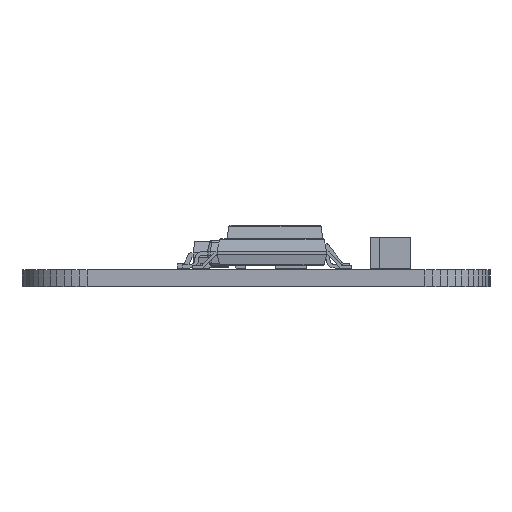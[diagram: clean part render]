
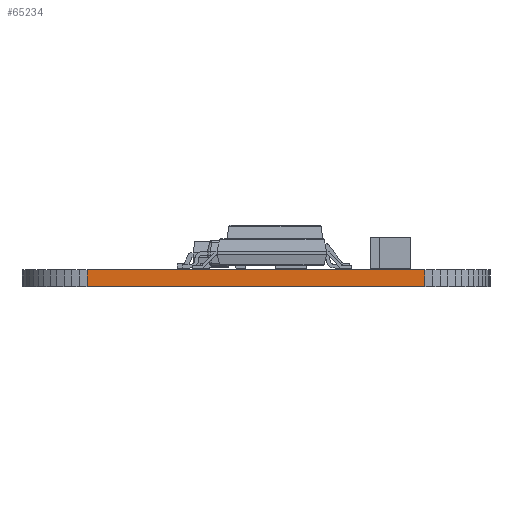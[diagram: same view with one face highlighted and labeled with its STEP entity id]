
A CAD part, front view. The second image highlights one B-rep face of the part: STEP entity #65234.
In plain terms, the highlighted planar face has unit normal (0, -1, 0).
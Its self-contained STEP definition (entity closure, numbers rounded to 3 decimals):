
#58913 = PLANE('',#58914);
#58914 = AXIS2_PLACEMENT_3D('',#58915,#58916,#58917);
#58915 = CARTESIAN_POINT('',(7.62,-19.05,0.68));
#58916 = DIRECTION('',(-0.,-0.,-1.));
#58917 = DIRECTION('',(-1.,0.,0.));
#58967 = PLANE('',#58968);
#58968 = AXIS2_PLACEMENT_3D('',#58969,#58970,#58971);
#58969 = CARTESIAN_POINT('',(7.62,-19.05,0.));
#58970 = DIRECTION('',(-0.,-0.,-1.));
#58971 = DIRECTION('',(-1.,0.,0.));
#59776 = VERTEX_POINT('',#59777);
#59777 = CARTESIAN_POINT('',(14.404,-40.714,0.));
#59791 = PLANE('',#59792);
#59792 = AXIS2_PLACEMENT_3D('',#59793,#59794,#59795);
#59793 = CARTESIAN_POINT('',(14.719,-40.695,0.));
#59794 = DIRECTION('',(0.06,-0.998,0.));
#59795 = DIRECTION('',(-0.998,-0.06,0.));
#59803 = EDGE_CURVE('',#59776,#59804,#59806,.T.);
#59804 = VERTEX_POINT('',#59805);
#59805 = CARTESIAN_POINT('',(0.836,-40.714,0.));
#59806 = SURFACE_CURVE('',#59807,(#59811,#59818),.PCURVE_S1.);
#59807 = LINE('',#59808,#59809);
#59808 = CARTESIAN_POINT('',(14.404,-40.714,0.));
#59809 = VECTOR('',#59810,1.);
#59810 = DIRECTION('',(-1.,0.,0.));
#59811 = PCURVE('',#58967,#59812);
#59812 = DEFINITIONAL_REPRESENTATION('',(#59813),#59817);
#59813 = LINE('',#59814,#59815);
#59814 = CARTESIAN_POINT('',(-6.784,-21.664));
#59815 = VECTOR('',#59816,1.);
#59816 = DIRECTION('',(1.,0.));
#59817 = ( GEOMETRIC_REPRESENTATION_CONTEXT(2) 
PARAMETRIC_REPRESENTATION_CONTEXT() REPRESENTATION_CONTEXT('2D SPACE',''
  ) );
#59818 = PCURVE('',#59819,#59824);
#59819 = PLANE('',#59820);
#59820 = AXIS2_PLACEMENT_3D('',#59821,#59822,#59823);
#59821 = CARTESIAN_POINT('',(14.404,-40.714,0.));
#59822 = DIRECTION('',(0.,-1.,0.));
#59823 = DIRECTION('',(-1.,0.,0.));
#59824 = DEFINITIONAL_REPRESENTATION('',(#59825),#59829);
#59825 = LINE('',#59826,#59827);
#59826 = CARTESIAN_POINT('',(0.,0.));
#59827 = VECTOR('',#59828,1.);
#59828 = DIRECTION('',(1.,0.));
#59829 = ( GEOMETRIC_REPRESENTATION_CONTEXT(2) 
PARAMETRIC_REPRESENTATION_CONTEXT() REPRESENTATION_CONTEXT('2D SPACE',''
  ) );
#59847 = PLANE('',#59848);
#59848 = AXIS2_PLACEMENT_3D('',#59849,#59850,#59851);
#59849 = CARTESIAN_POINT('',(0.836,-40.714,0.));
#59850 = DIRECTION('',(-0.06,-0.998,0.));
#59851 = DIRECTION('',(-0.998,0.06,0.));
#62264 = VERTEX_POINT('',#62265);
#62265 = CARTESIAN_POINT('',(14.404,-40.714,0.68));
#62286 = EDGE_CURVE('',#62264,#62287,#62289,.T.);
#62287 = VERTEX_POINT('',#62288);
#62288 = CARTESIAN_POINT('',(0.836,-40.714,0.68));
#62289 = SURFACE_CURVE('',#62290,(#62294,#62301),.PCURVE_S1.);
#62290 = LINE('',#62291,#62292);
#62291 = CARTESIAN_POINT('',(14.404,-40.714,0.68));
#62292 = VECTOR('',#62293,1.);
#62293 = DIRECTION('',(-1.,0.,0.));
#62294 = PCURVE('',#58913,#62295);
#62295 = DEFINITIONAL_REPRESENTATION('',(#62296),#62300);
#62296 = LINE('',#62297,#62298);
#62297 = CARTESIAN_POINT('',(-6.784,-21.664));
#62298 = VECTOR('',#62299,1.);
#62299 = DIRECTION('',(1.,0.));
#62300 = ( GEOMETRIC_REPRESENTATION_CONTEXT(2) 
PARAMETRIC_REPRESENTATION_CONTEXT() REPRESENTATION_CONTEXT('2D SPACE',''
  ) );
#62301 = PCURVE('',#59819,#62302);
#62302 = DEFINITIONAL_REPRESENTATION('',(#62303),#62307);
#62303 = LINE('',#62304,#62305);
#62304 = CARTESIAN_POINT('',(0.,-0.68));
#62305 = VECTOR('',#62306,1.);
#62306 = DIRECTION('',(1.,0.));
#62307 = ( GEOMETRIC_REPRESENTATION_CONTEXT(2) 
PARAMETRIC_REPRESENTATION_CONTEXT() REPRESENTATION_CONTEXT('2D SPACE',''
  ) );
#65186 = EDGE_CURVE('',#59776,#62264,#65187,.T.);
#65187 = SURFACE_CURVE('',#65188,(#65192,#65199),.PCURVE_S1.);
#65188 = LINE('',#65189,#65190);
#65189 = CARTESIAN_POINT('',(14.404,-40.714,0.));
#65190 = VECTOR('',#65191,1.);
#65191 = DIRECTION('',(0.,0.,1.));
#65192 = PCURVE('',#59791,#65193);
#65193 = DEFINITIONAL_REPRESENTATION('',(#65194),#65198);
#65194 = LINE('',#65195,#65196);
#65195 = CARTESIAN_POINT('',(0.316,0.));
#65196 = VECTOR('',#65197,1.);
#65197 = DIRECTION('',(0.,-1.));
#65198 = ( GEOMETRIC_REPRESENTATION_CONTEXT(2) 
PARAMETRIC_REPRESENTATION_CONTEXT() REPRESENTATION_CONTEXT('2D SPACE',''
  ) );
#65199 = PCURVE('',#59819,#65200);
#65200 = DEFINITIONAL_REPRESENTATION('',(#65201),#65205);
#65201 = LINE('',#65202,#65203);
#65202 = CARTESIAN_POINT('',(0.,0.));
#65203 = VECTOR('',#65204,1.);
#65204 = DIRECTION('',(0.,-1.));
#65205 = ( GEOMETRIC_REPRESENTATION_CONTEXT(2) 
PARAMETRIC_REPRESENTATION_CONTEXT() REPRESENTATION_CONTEXT('2D SPACE',''
  ) );
#65234 = ADVANCED_FACE('',(#65235),#59819,.T.);
#65235 = FACE_BOUND('',#65236,.T.);
#65236 = EDGE_LOOP('',(#65237,#65238,#65239,#65260));
#65237 = ORIENTED_EDGE('',*,*,#65186,.T.);
#65238 = ORIENTED_EDGE('',*,*,#62286,.T.);
#65239 = ORIENTED_EDGE('',*,*,#65240,.F.);
#65240 = EDGE_CURVE('',#59804,#62287,#65241,.T.);
#65241 = SURFACE_CURVE('',#65242,(#65246,#65253),.PCURVE_S1.);
#65242 = LINE('',#65243,#65244);
#65243 = CARTESIAN_POINT('',(0.836,-40.714,0.));
#65244 = VECTOR('',#65245,1.);
#65245 = DIRECTION('',(0.,0.,1.));
#65246 = PCURVE('',#59819,#65247);
#65247 = DEFINITIONAL_REPRESENTATION('',(#65248),#65252);
#65248 = LINE('',#65249,#65250);
#65249 = CARTESIAN_POINT('',(13.569,0.));
#65250 = VECTOR('',#65251,1.);
#65251 = DIRECTION('',(0.,-1.));
#65252 = ( GEOMETRIC_REPRESENTATION_CONTEXT(2) 
PARAMETRIC_REPRESENTATION_CONTEXT() REPRESENTATION_CONTEXT('2D SPACE',''
  ) );
#65253 = PCURVE('',#59847,#65254);
#65254 = DEFINITIONAL_REPRESENTATION('',(#65255),#65259);
#65255 = LINE('',#65256,#65257);
#65256 = CARTESIAN_POINT('',(0.,0.));
#65257 = VECTOR('',#65258,1.);
#65258 = DIRECTION('',(0.,-1.));
#65259 = ( GEOMETRIC_REPRESENTATION_CONTEXT(2) 
PARAMETRIC_REPRESENTATION_CONTEXT() REPRESENTATION_CONTEXT('2D SPACE',''
  ) );
#65260 = ORIENTED_EDGE('',*,*,#59803,.F.);
